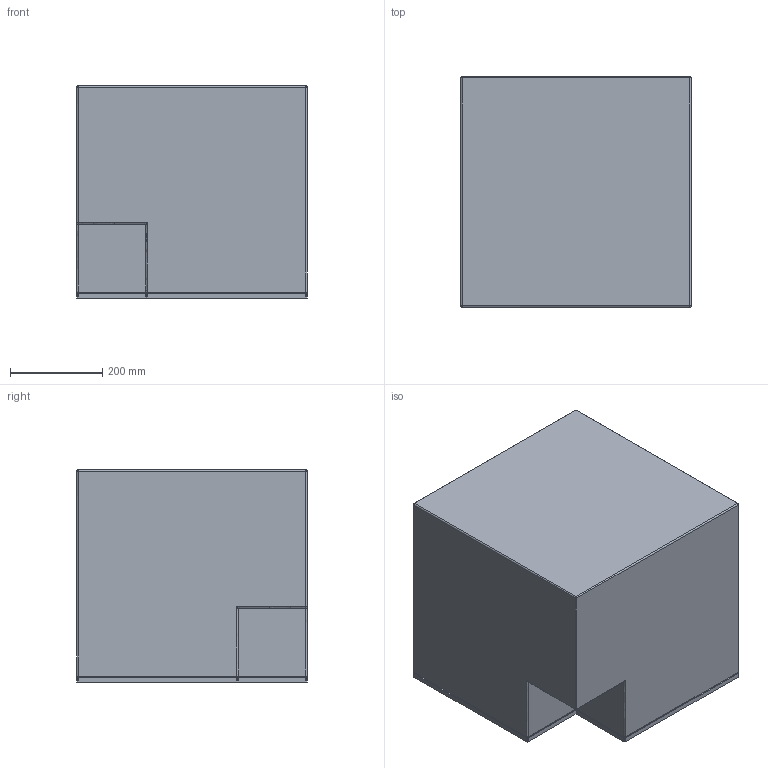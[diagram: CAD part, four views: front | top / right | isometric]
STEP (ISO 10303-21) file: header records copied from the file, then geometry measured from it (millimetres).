
FILE_DESCRIPTION(/* description */ (''),/* implementation_level */ '2;1');
FILE_NAME(/* name */ 'CGS02-B_UAP_CARGO_ModularBench_3D',/* time_stamp */ '2018-01-22T17:18:26-05:00',/* author */ (''),/* organization */ (''),/* preprocessor_version */ 'ST-DEVELOPER v15',/* originating_system */ '',/* authorisation */ '');
FILE_SCHEMA (('AUTOMOTIVE_DESIGN'));
Length unit declared in the file: millimetre
Products named in the file (1): Document
Bounding box: 500 x 500 x 460 mm (x, y, z)
Volume: 17623168.8 mm3; surface area: 2476537.6 mm2
Topology: 7 solids, 7 shells, 110 faces, 253 edges, 146 vertices
Faces by surface type: bspline 57, plane 53
Entity records: 2836 total; most frequent: CARTESIAN_POINT 1231, ORIENTED_EDGE 482, EDGE_CURVE 241, VERTEX_POINT 146, B_SPLINE_CURVE_WITH_KNOTS 129, EDGE_LOOP 119, ADVANCED_FACE 110, FACE_OUTER_BOUND 110
